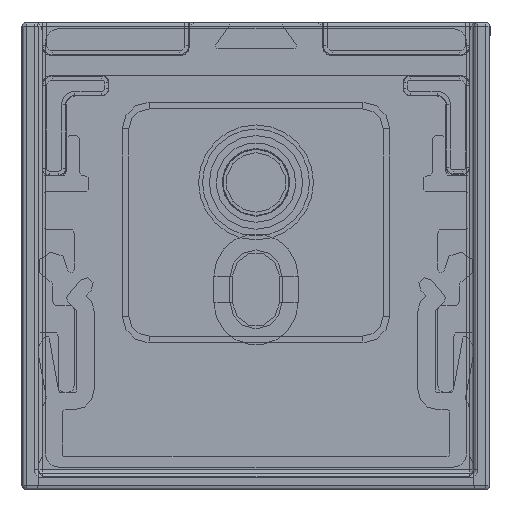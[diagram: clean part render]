
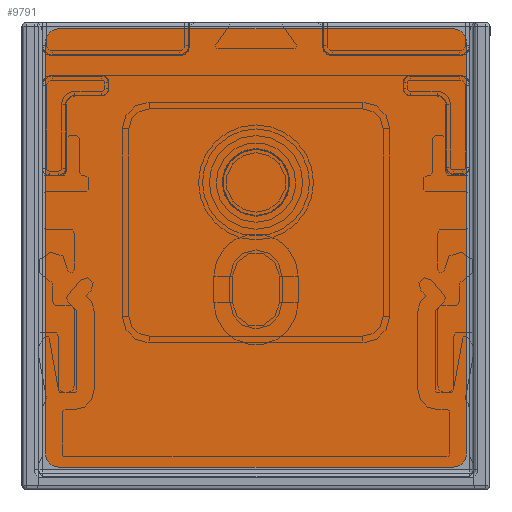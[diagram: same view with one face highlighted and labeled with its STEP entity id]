
A CAD part, front view. The second image highlights one B-rep face of the part: STEP entity #9791.
In plain terms, the highlighted planar face has unit normal (0, -1, 0).
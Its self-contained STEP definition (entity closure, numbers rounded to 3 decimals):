
#344=PLANE('',#10974);
#1115=LINE('',#18248,#1897);
#1121=LINE('',#18269,#1903);
#1125=LINE('',#18280,#1907);
#1126=LINE('',#18282,#1908);
#1897=VECTOR('',#14033,10.);
#1903=VECTOR('',#14053,10.);
#1907=VECTOR('',#14067,10.);
#1908=VECTOR('',#14070,10.);
#2466=FACE_OUTER_BOUND('',#3052,.T.);
#3052=EDGE_LOOP('',(#8958,#8959,#8960,#8961,#8962,#8963,#8964,#8965));
#3676=CIRCLE('',#10958,1.);
#3681=CIRCLE('',#10966,1.);
#3682=CIRCLE('',#10969,1.);
#3683=CIRCLE('',#10971,1.);
#4615=VERTEX_POINT('',#18235);
#4616=VERTEX_POINT('',#18236);
#4620=VERTEX_POINT('',#18246);
#4626=VERTEX_POINT('',#18262);
#4627=VERTEX_POINT('',#18263);
#4628=VERTEX_POINT('',#18268);
#4629=VERTEX_POINT('',#18272);
#4630=VERTEX_POINT('',#18276);
#6052=EDGE_CURVE('',#4615,#4616,#3676,.T.);
#6058=EDGE_CURVE('',#4620,#4615,#1115,.T.);
#6065=EDGE_CURVE('',#4626,#4627,#3681,.T.);
#6068=EDGE_CURVE('',#4627,#4628,#1121,.T.);
#6070=EDGE_CURVE('',#4628,#4629,#3682,.T.);
#6072=EDGE_CURVE('',#4630,#4620,#3683,.T.);
#6074=EDGE_CURVE('',#4616,#4626,#1125,.T.);
#6075=EDGE_CURVE('',#4629,#4630,#1126,.T.);
#8958=ORIENTED_EDGE('',*,*,#6052,.F.);
#8959=ORIENTED_EDGE('',*,*,#6058,.F.);
#8960=ORIENTED_EDGE('',*,*,#6072,.F.);
#8961=ORIENTED_EDGE('',*,*,#6075,.F.);
#8962=ORIENTED_EDGE('',*,*,#6070,.F.);
#8963=ORIENTED_EDGE('',*,*,#6068,.F.);
#8964=ORIENTED_EDGE('',*,*,#6065,.F.);
#8965=ORIENTED_EDGE('',*,*,#6074,.F.);
#9791=ADVANCED_FACE('',(#2466),#344,.T.);
#10958=AXIS2_PLACEMENT_3D('',#18237,#14023,#14024);
#10966=AXIS2_PLACEMENT_3D('',#18264,#14047,#14048);
#10969=AXIS2_PLACEMENT_3D('',#18273,#14057,#14058);
#10971=AXIS2_PLACEMENT_3D('',#18277,#14062,#14063);
#10974=AXIS2_PLACEMENT_3D('',#18283,#14071,#14072);
#14023=DIRECTION('center_axis',(0.,1.,0.));
#14024=DIRECTION('ref_axis',(-0.707,0.,-0.707));
#14033=DIRECTION('',(-1.,0.,0.));
#14047=DIRECTION('center_axis',(0.,1.,0.));
#14048=DIRECTION('ref_axis',(-0.707,0.,0.707));
#14053=DIRECTION('',(1.,0.,0.));
#14057=DIRECTION('center_axis',(0.,1.,0.));
#14058=DIRECTION('ref_axis',(0.707,0.,0.707));
#14062=DIRECTION('center_axis',(0.,1.,0.));
#14063=DIRECTION('ref_axis',(0.707,0.,-0.707));
#14067=DIRECTION('',(0.,0.,1.));
#14070=DIRECTION('',(0.,0.,-1.));
#14071=DIRECTION('center_axis',(0.,-1.,0.));
#14072=DIRECTION('ref_axis',(-1.,0.,0.));
#18235=CARTESIAN_POINT('',(-14.75,-1407.8,-33.3));
#18236=CARTESIAN_POINT('',(-15.75,-1407.8,-32.3));
#18237=CARTESIAN_POINT('Origin',(-14.75,-1407.8,-32.3));
#18246=CARTESIAN_POINT('',(14.75,-1407.8,-33.3));
#18248=CARTESIAN_POINT('',(-15.75,-1407.8,-33.3));
#18262=CARTESIAN_POINT('',(-15.75,-1407.8,-1.5));
#18263=CARTESIAN_POINT('',(-14.75,-1407.8,-0.5));
#18264=CARTESIAN_POINT('Origin',(-14.75,-1407.8,-1.5));
#18268=CARTESIAN_POINT('',(14.75,-1407.8,-0.5));
#18269=CARTESIAN_POINT('',(15.75,-1407.8,-0.5));
#18272=CARTESIAN_POINT('',(15.75,-1407.8,-1.5));
#18273=CARTESIAN_POINT('Origin',(14.75,-1407.8,-1.5));
#18276=CARTESIAN_POINT('',(15.75,-1407.8,-32.3));
#18277=CARTESIAN_POINT('Origin',(14.75,-1407.8,-32.3));
#18280=CARTESIAN_POINT('',(-15.75,-1407.8,-0.5));
#18282=CARTESIAN_POINT('',(15.75,-1407.8,-33.3));
#18283=CARTESIAN_POINT('Origin',(0.,-1407.8,-16.9));
